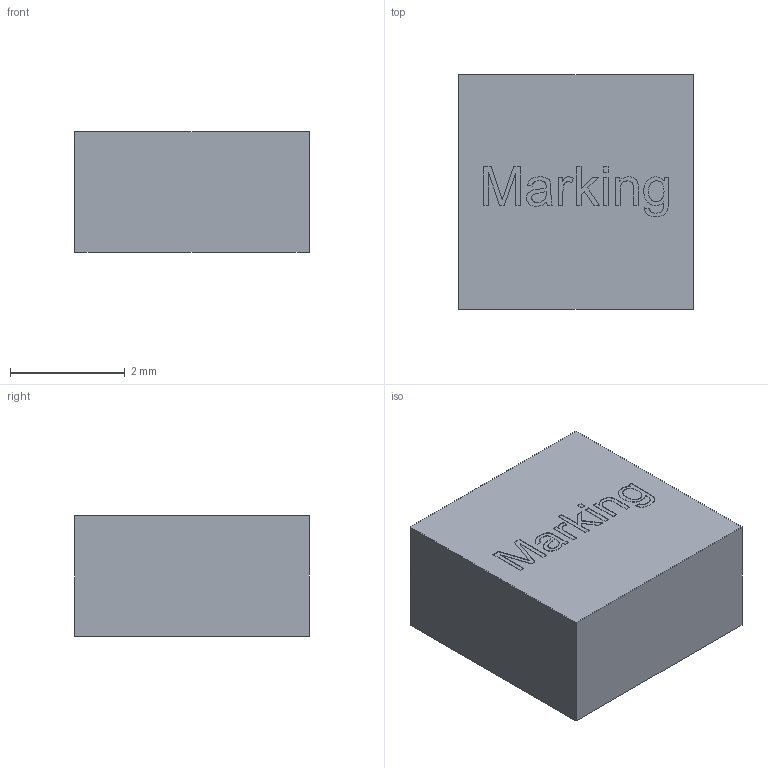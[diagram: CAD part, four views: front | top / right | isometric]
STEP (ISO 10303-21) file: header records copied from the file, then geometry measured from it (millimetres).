
FILE_DESCRIPTION(/* description */ ('Unknown'),/* implementation_level */ '2;1');
FILE_NAME(/* name */ 'L_Wurth_WE-MAPI-4020HT',/* time_stamp */ '2024-10-22T11:31:13+08:00',/* author */ ('Unknown'),/* organization */ ('Unknown'),/* preprocessor_version */ 'ST-DEVELOPER v16.7',/* originating_system */ 'Solid Edge',/* authorisation */ 'Unknown');
FILE_SCHEMA (('AUTOMOTIVE_DESIGN {1 0 10303 214 3 1 1}'));
Length unit declared in the file: millimetre
Products named in the file (2): L_Wurth_WE-MAPI-4020HT
Assembly tree (1 placements, depth 2):
  L_Wurth_WE-MAPI-4020HT
    L_Wurth_WE-MAPI-4020HT
Bounding box: 4.1 x 4.1 x 2.1 mm (x, y, z)
Volume: 35.3 mm3; surface area: 68.2 mm2
Topology: 1 solids, 1 shells, 84 faces, 220 edges, 148 vertices
Faces by surface type: plane 70, bspline 13, cylinder 1
Entity records: 3129 total; most frequent: CARTESIAN_POINT 1113, ORIENTED_EDGE 438, DIRECTION 330, EDGE_CURVE 219, LINE 180, VECTOR 180, VERTEX_POINT 148, EDGE_LOOP 95
